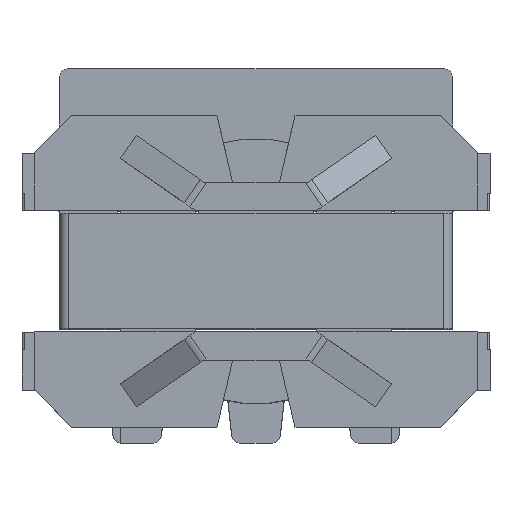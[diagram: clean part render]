
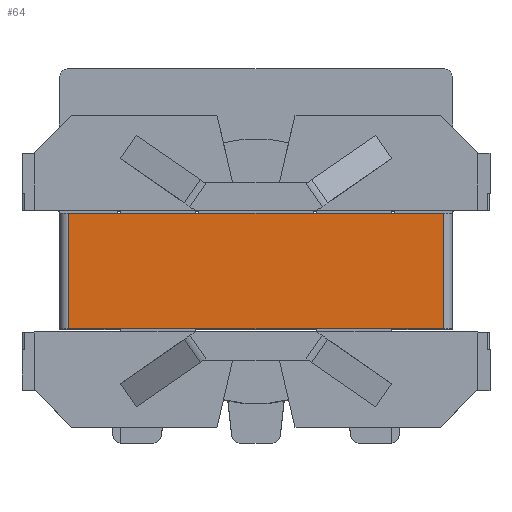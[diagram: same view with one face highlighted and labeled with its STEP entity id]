
A CAD part, top view. The second image highlights one B-rep face of the part: STEP entity #64.
In plain terms, the highlighted face is planar.
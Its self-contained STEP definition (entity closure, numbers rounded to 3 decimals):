
#64 = ADVANCED_FACE( '', ( #124 ), #125, .T. );
#124 = FACE_OUTER_BOUND( '', #190, .T. );
#125 = PLANE( '', #191 );
#190 = EDGE_LOOP( '', ( #450, #451, #452, #453 ) );
#191 = AXIS2_PLACEMENT_3D( '', #454, #455, #456 );
#450 = ORIENTED_EDGE( '', *, *, #968, .F. );
#451 = ORIENTED_EDGE( '', *, *, #969, .T. );
#452 = ORIENTED_EDGE( '', *, *, #970, .T. );
#453 = ORIENTED_EDGE( '', *, *, #971, .T. );
#454 = CARTESIAN_POINT( '', ( -6.3, 6.5, 1.85 ) );
#455 = DIRECTION( '', ( 0., 1., 0. ) );
#456 = DIRECTION( '', ( 0., 0., 1. ) );
#968 = EDGE_CURVE( '', #1415, #1416, #1417, .T. );
#969 = EDGE_CURVE( '', #1415, #1418, #1419, .F. );
#970 = EDGE_CURVE( '', #1418, #1420, #1421, .T. );
#971 = EDGE_CURVE( '', #1420, #1416, #1422, .T. );
#1415 = VERTEX_POINT( '', #3128 );
#1416 = VERTEX_POINT( '', #3129 );
#1417 = LINE( '', #3130, #3131 );
#1418 = VERTEX_POINT( '', #3132 );
#1419 = LINE( '', #3133, #3134 );
#1420 = VERTEX_POINT( '', #3135 );
#1421 = LINE( '', #3136, #3137 );
#1422 = LINE( '', #3138, #3139 );
#3128 = CARTESIAN_POINT( '', ( -6., 6.5, -1.85 ) );
#3129 = CARTESIAN_POINT( '', ( 6., 6.5, -1.85 ) );
#3130 = CARTESIAN_POINT( '', ( -6.3, 6.5, -1.85 ) );
#3131 = VECTOR( '', #3758, 1000. );
#3132 = CARTESIAN_POINT( '', ( -6., 6.5, 1.85 ) );
#3133 = CARTESIAN_POINT( '', ( -6., 6.5, 1.85 ) );
#3134 = VECTOR( '', #3759, 1000. );
#3135 = CARTESIAN_POINT( '', ( 6., 6.5, 1.85 ) );
#3136 = CARTESIAN_POINT( '', ( -6.3, 6.5, 1.85 ) );
#3137 = VECTOR( '', #3760, 1000. );
#3138 = CARTESIAN_POINT( '', ( 6., 6.5, 1.85 ) );
#3139 = VECTOR( '', #3761, 1000. );
#3758 = DIRECTION( '', ( 1., 0., 0. ) );
#3759 = DIRECTION( '', ( 0., 0., -1. ) );
#3760 = DIRECTION( '', ( 1., 0., 0. ) );
#3761 = DIRECTION( '', ( 0., 0., -1. ) );
